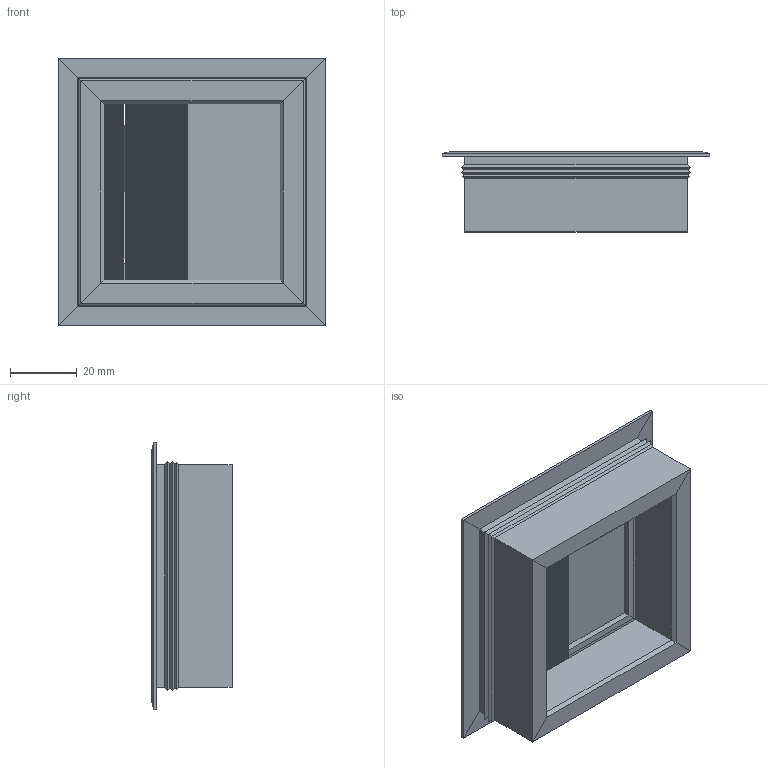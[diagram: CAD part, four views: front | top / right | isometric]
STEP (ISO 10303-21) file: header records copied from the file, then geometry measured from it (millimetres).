
FILE_DESCRIPTION(/* description */ (''),/* implementation_level */ '2;1');
FILE_NAME(/* name */ 'LB-K80X80.stp',/* time_stamp */ '2022-10-24T15:18:16+02:00',/* author */ ('tomaszw'),/* organization */ (''),/* preprocessor_version */ 'ST-DEVELOPER v19.2',/* originating_system */ 'Autodesk Inventor 2023',/* authorisation */ '');
FILE_SCHEMA (('AUTOMOTIVE_DESIGN { 1 0 10303 214 3 1 1 }'));
Length unit declared in the file: millimetre
Products named in the file (4): LB-K80X80; profil LB-K80x80; profil LB-K80x80_1; klapka do 80x80
Assembly tree (5 placements, depth 2):
  LB-K80X80
    profil LB-K80x80
    profil LB-K80x80_1  x3
    klapka do 80x80
Bounding box: 80 x 24 x 80 mm (x, y, z)
Volume: 24864 mm3; surface area: 44368.2 mm2
Topology: 6 solids, 6 shells, 2451 faces, 3861 edges, 2574 vertices
Faces by surface type: plane 1298, cylinder 1153
Full cylindrical faces by diameter (mm): 0.05 x1152
Entity records: 54569 total; most frequent: DIRECTION 10779, CARTESIAN_POINT 8531, ORIENTED_EDGE 7362, AXIS2_PLACEMENT_3D 4702, EDGE_CURVE 3681, EDGE_LOOP 3543, VERTEX_POINT 2454, FACE_OUTER_BOUND 2387
